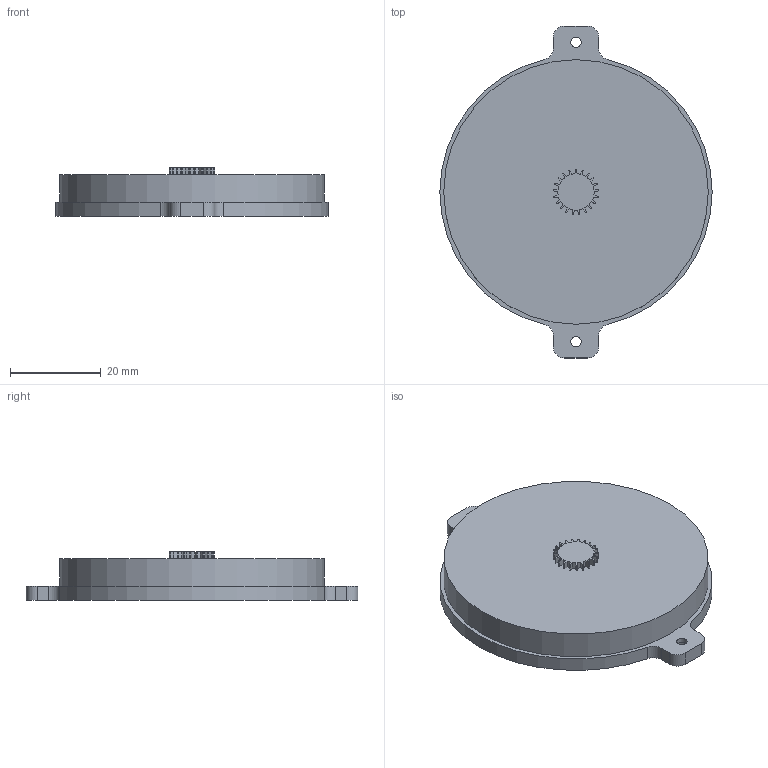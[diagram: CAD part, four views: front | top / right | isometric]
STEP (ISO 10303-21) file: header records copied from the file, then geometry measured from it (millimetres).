
FILE_DESCRIPTION(/* description */ ('Alibre Inc.'),/* implementation_level */ '2;1');
FILE_NAME(/* name */ 'export0',/* time_stamp */ '2015-08-19T18:35:23+08:00',/* author */ (''),/* organization */ (''),/* preprocessor_version */ 'ST-DEVELOPER v14',/* originating_system */ 'Alibre',/* authorisation */ '');
FILE_SCHEMA (('CONFIG_CONTROL_DESIGN'));
Length unit declared in the file: centimetre
Products named in the file (1): ID_1
Bounding box: 60 x 73.16 x 10.7 mm (x, y, z)
Volume: 25423.2 mm3; surface area: 7851 mm2
Topology: 1 solids, 1 shells, 111 faces, 317 edges, 212 vertices
Faces by surface type: cylinder 57, plane 54
Full cylindrical faces by diameter (mm): 2.3 x2, 6 x2, 58.3 x1
Entity records: 3342 total; most frequent: ORIENTED_EDGE 620, CARTESIAN_POINT 568, DIRECTION 466, EDGE_CURVE 310, VERTEX_POINT 210, VECTOR 196, LINE 196, AXIS2_PLACEMENT_3D 162
